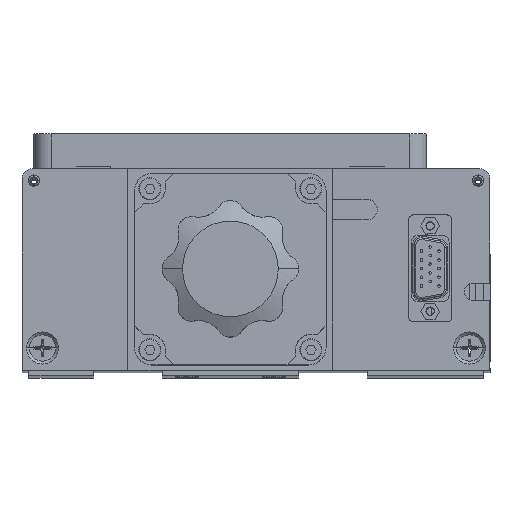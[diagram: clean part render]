
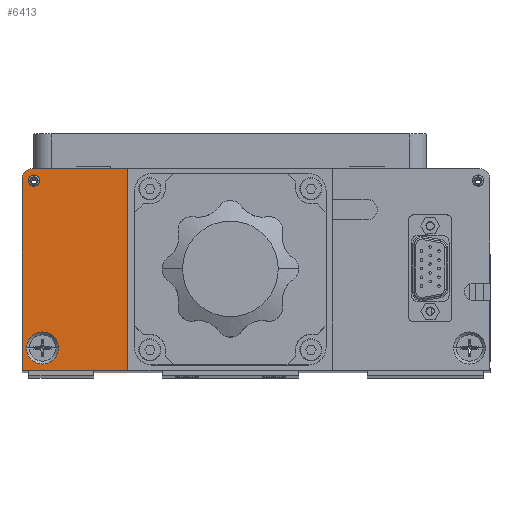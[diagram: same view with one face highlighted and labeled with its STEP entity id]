
A CAD part, top view. The second image highlights one B-rep face of the part: STEP entity #6413.
In plain terms, the highlighted planar face has unit normal (0, 0, 1).
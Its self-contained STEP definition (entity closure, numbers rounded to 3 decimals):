
#1205 = VECTOR ( 'NONE', #28920, 1000. ) ;
#1336 = CARTESIAN_POINT ( 'NONE',  ( -66.13, 46.896, 167.239 ) ) ;
#1648 = CARTESIAN_POINT ( 'NONE',  ( -68.28, 47.396, 167.239 ) ) ;
#2042 = AXIS2_PLACEMENT_3D ( 'NONE', #35084, #15107, #38423 ) ;
#2438 = ORIENTED_EDGE ( 'NONE', *, *, #11810, .T. ) ;
#2736 = CARTESIAN_POINT ( 'NONE',  ( -67.78, 46.896, 167.239 ) ) ;
#3520 = CARTESIAN_POINT ( 'NONE',  ( -40.28, 50.396, 167.239 ) ) ;
#4804 = VERTEX_POINT ( 'NONE', #3520 ) ;
#4997 = DIRECTION ( 'NONE',  ( 1., 0., 0. ) ) ;
#5679 = DIRECTION ( 'NONE',  ( 0., 0., 1. ) ) ;
#5883 = AXIS2_PLACEMENT_3D ( 'NONE', #2736, #26037, #6085 ) ;
#6085 = DIRECTION ( 'NONE',  ( 1., 0., 0. ) ) ;
#6413 = ADVANCED_FACE ( 'NONE', ( #43018, #17474, #34174 ), #40507, .T. ) ;
#6768 = LINE ( 'NONE', #30111, #15678 ) ;
#6789 = DIRECTION ( 'NONE',  ( 0., -1., 0. ) ) ;
#6980 = VECTOR ( 'NONE', #8016, 1000. ) ;
#6986 = DIRECTION ( 'NONE',  ( 0., 0., 1. ) ) ;
#7443 = EDGE_CURVE ( 'NONE', #12359, #9686, #28212, .T. ) ;
#8016 = DIRECTION ( 'NONE',  ( 1., 0., 0. ) ) ;
#9686 = VERTEX_POINT ( 'NONE', #1336 ) ;
#11810 = EDGE_CURVE ( 'NONE', #23245, #4804, #28658, .T. ) ;
#12359 = VERTEX_POINT ( 'NONE', #22209 ) ;
#12697 = ORIENTED_EDGE ( 'NONE', *, *, #39922, .F. ) ;
#12870 = EDGE_LOOP ( 'NONE', ( #41127, #20021, #17007, #2438, #22966 ) ) ;
#14008 = DIRECTION ( 'NONE',  ( 0., 0., 1. ) ) ;
#14299 = CARTESIAN_POINT ( 'NONE',  ( -71.28, -8.604, 167.239 ) ) ;
#15107 = DIRECTION ( 'NONE',  ( 0., 0., 1. ) ) ;
#15525 = EDGE_CURVE ( 'NONE', #38547, #20243, #6768, .T. ) ;
#15678 = VECTOR ( 'NONE', #6789, 1000. ) ;
#15884 = LINE ( 'NONE', #27992, #6980 ) ;
#17007 = ORIENTED_EDGE ( 'NONE', *, *, #34609, .T. ) ;
#17474 = FACE_OUTER_BOUND ( 'NONE', #12870, .T. ) ;
#18049 = VERTEX_POINT ( 'NONE', #26564 ) ;
#18293 = EDGE_CURVE ( 'NONE', #18049, #38547, #39406, .T. ) ;
#19138 = EDGE_LOOP ( 'NONE', ( #37320, #23481 ) ) ;
#20021 = ORIENTED_EDGE ( 'NONE', *, *, #15525, .T. ) ;
#20243 = VERTEX_POINT ( 'NONE', #14299 ) ;
#21801 = AXIS2_PLACEMENT_3D ( 'NONE', #1648, #24985, #4997 ) ;
#21995 = EDGE_CURVE ( 'NONE', #36308, #34166, #34243, .T. ) ;
#22209 = CARTESIAN_POINT ( 'NONE',  ( -69.43, 46.896, 167.239 ) ) ;
#22553 = DIRECTION ( 'NONE',  ( 0., 1., 0. ) ) ;
#22966 = ORIENTED_EDGE ( 'NONE', *, *, #42806, .T. ) ;
#23245 = VERTEX_POINT ( 'NONE', #41598 ) ;
#23481 = ORIENTED_EDGE ( 'NONE', *, *, #35039, .F. ) ;
#24985 = DIRECTION ( 'NONE',  ( 0., 0., 1. ) ) ;
#25579 = CARTESIAN_POINT ( 'NONE',  ( -40.28, 50.396, 167.239 ) ) ;
#25639 = CARTESIAN_POINT ( 'NONE',  ( -65.28, -2.104, 167.239 ) ) ;
#26037 = DIRECTION ( 'NONE',  ( 0., 0., 1. ) ) ;
#26564 = CARTESIAN_POINT ( 'NONE',  ( -68.28, 50.396, 167.239 ) ) ;
#26698 = AXIS2_PLACEMENT_3D ( 'NONE', #33993, #14008, #37331 ) ;
#26915 = CARTESIAN_POINT ( 'NONE',  ( -67.78, 46.896, 167.239 ) ) ;
#27142 = EDGE_LOOP ( 'NONE', ( #12697, #28701 ) ) ;
#27992 = CARTESIAN_POINT ( 'NONE',  ( -40.28, -8.604, 167.239 ) ) ;
#28212 = CIRCLE ( 'NONE', #5883, 1.65 ) ;
#28658 = LINE ( 'NONE', #29261, #36504 ) ;
#28701 = ORIENTED_EDGE ( 'NONE', *, *, #21995, .F. ) ;
#28920 = DIRECTION ( 'NONE',  ( -1., 0., 0. ) ) ;
#28987 = DIRECTION ( 'NONE',  ( 1., 0., 0. ) ) ;
#29261 = CARTESIAN_POINT ( 'NONE',  ( -40.28, 50.396, 167.239 ) ) ;
#30111 = CARTESIAN_POINT ( 'NONE',  ( -71.28, 47.396, 167.239 ) ) ;
#30290 = DIRECTION ( 'NONE',  ( 1., 0., 0. ) ) ;
#33230 = CIRCLE ( 'NONE', #2042, 4.7 ) ;
#33993 = CARTESIAN_POINT ( 'NONE',  ( -68.28, 47.396, 167.239 ) ) ;
#34166 = VERTEX_POINT ( 'NONE', #34929 ) ;
#34174 = FACE_BOUND ( 'NONE', #19138, .T. ) ;
#34243 = CIRCLE ( 'NONE', #42915, 4.7 ) ;
#34609 = EDGE_CURVE ( 'NONE', #20243, #23245, #15884, .T. ) ;
#34929 = CARTESIAN_POINT ( 'NONE',  ( -60.58, -2.104, 167.239 ) ) ;
#35039 = EDGE_CURVE ( 'NONE', #9686, #12359, #42367, .T. ) ;
#35084 = CARTESIAN_POINT ( 'NONE',  ( -65.28, -2.104, 167.239 ) ) ;
#35668 = LINE ( 'NONE', #25579, #1205 ) ;
#36308 = VERTEX_POINT ( 'NONE', #39100 ) ;
#36504 = VECTOR ( 'NONE', #22553, 1000. ) ;
#37320 = ORIENTED_EDGE ( 'NONE', *, *, #7443, .F. ) ;
#37331 = DIRECTION ( 'NONE',  ( 1., 0., 0. ) ) ;
#38423 = DIRECTION ( 'NONE',  ( 1., 0., 0. ) ) ;
#38547 = VERTEX_POINT ( 'NONE', #42771 ) ;
#39100 = CARTESIAN_POINT ( 'NONE',  ( -69.98, -2.104, 167.239 ) ) ;
#39406 = CIRCLE ( 'NONE', #21801, 3. ) ;
#39922 = EDGE_CURVE ( 'NONE', #34166, #36308, #33230, .T. ) ;
#40507 = PLANE ( 'NONE',  #26698 ) ;
#41127 = ORIENTED_EDGE ( 'NONE', *, *, #18293, .T. ) ;
#41598 = CARTESIAN_POINT ( 'NONE',  ( -40.28, -8.604, 167.239 ) ) ;
#42247 = AXIS2_PLACEMENT_3D ( 'NONE', #26915, #6986, #30290 ) ;
#42367 = CIRCLE ( 'NONE', #42247, 1.65 ) ;
#42771 = CARTESIAN_POINT ( 'NONE',  ( -71.28, 47.396, 167.239 ) ) ;
#42806 = EDGE_CURVE ( 'NONE', #4804, #18049, #35668, .T. ) ;
#42915 = AXIS2_PLACEMENT_3D ( 'NONE', #25639, #5679, #28987 ) ;
#43018 = FACE_BOUND ( 'NONE', #27142, .T. ) ;
